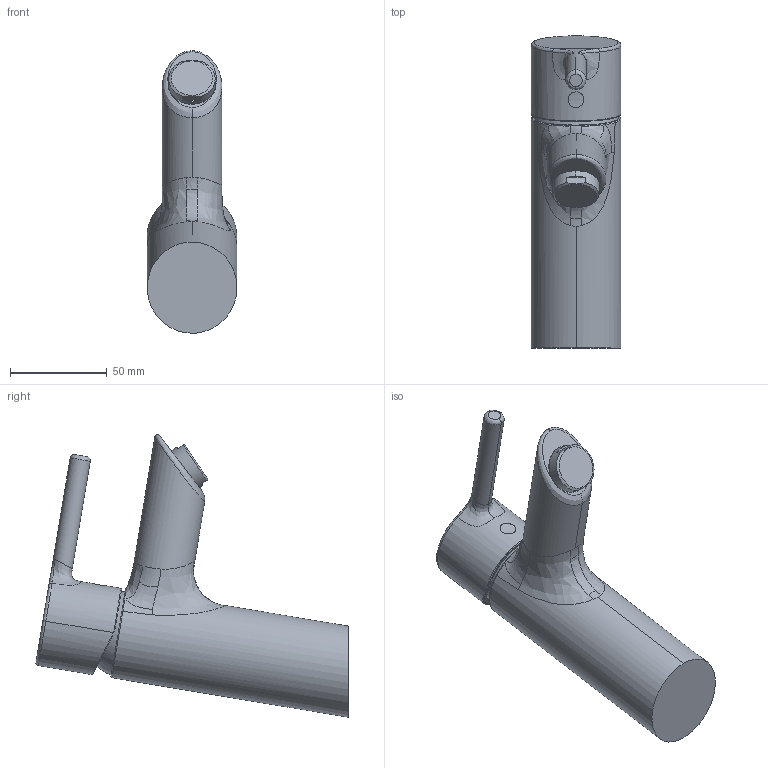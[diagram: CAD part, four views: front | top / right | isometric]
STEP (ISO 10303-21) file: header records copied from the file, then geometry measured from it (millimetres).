
FILE_DESCRIPTION (( 'STEP AP203' ), '1' );
FILE_NAME ('2610AF-33(2023)+5242226733(2023).STEP', '2023-05-17T09:01:36', ( '' ), ( '' ), 'SwSTEP 2.0', 'SolidWorks 2016', '' );
FILE_SCHEMA (( 'CONFIG_CONTROL_DESIGN' ));
Length unit declared in the file: millimetre
Products named in the file (1): 2610AF-33(2023)+5242226733(2023)
Bounding box: 46.53 x 161.6 x 146.19 mm (x, y, z)
Volume: 334435.7 mm3; surface area: 36610.8 mm2
Topology: 1 solids, 1 shells, 74 faces, 183 edges, 116 vertices
Faces by surface type: bspline 47, plane 13, cylinder 12, cone 2
Entity records: 12322 total; most frequent: CARTESIAN_POINT 10921, ORIENTED_EDGE 366, EDGE_CURVE 183, B_SPLINE_CURVE_WITH_KNOTS 135, DIRECTION 117, VERTEX_POINT 116, EDGE_LOOP 79, ADVANCED_FACE 74
